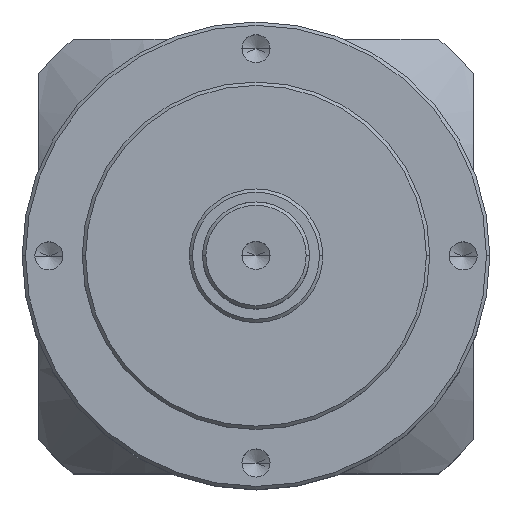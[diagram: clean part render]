
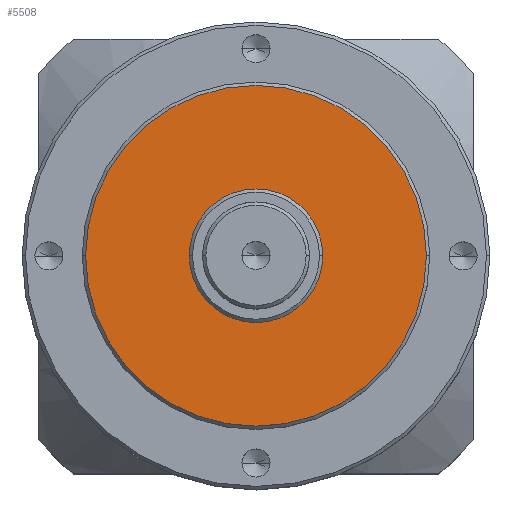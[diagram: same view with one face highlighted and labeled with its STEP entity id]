
A CAD part, top view. The second image highlights one B-rep face of the part: STEP entity #5508.
In plain terms, the highlighted planar face has unit normal (0, 0, 1).
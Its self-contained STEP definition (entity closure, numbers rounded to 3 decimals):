
#2081=CARTESIAN_POINT('',(0.,0.,33.757));
#2082=DIRECTION('',(0.,0.,1.));
#2083=DIRECTION('',(1.,0.,0.));
#2084=AXIS2_PLACEMENT_3D('',#2081,#2082,#2083);
#2086=CARTESIAN_POINT('',(0.,0.,33.757));
#2087=DIRECTION('',(0.,0.,1.));
#2088=DIRECTION('',(-1.,0.,0.));
#2089=AXIS2_PLACEMENT_3D('',#2086,#2087,#2088);
#2091=CARTESIAN_POINT('',(0.,0.,33.757));
#2092=DIRECTION('',(0.,0.,-1.));
#2093=DIRECTION('',(1.,0.,0.));
#2094=AXIS2_PLACEMENT_3D('',#2091,#2092,#2093);
#2096=CARTESIAN_POINT('',(0.,0.,33.757));
#2097=DIRECTION('',(0.,0.,-1.));
#2098=DIRECTION('',(-1.,0.,0.));
#2099=AXIS2_PLACEMENT_3D('',#2096,#2097,#2098);
#2709=CARTESIAN_POINT('',(-10.,0.,33.757));
#2710=VERTEX_POINT('',#2709);
#2711=CARTESIAN_POINT('',(10.,0.,33.757));
#2712=VERTEX_POINT('',#2711);
#2787=CARTESIAN_POINT('',(25.5,0.,33.757));
#2788=VERTEX_POINT('',#2787);
#2789=CARTESIAN_POINT('',(-25.5,0.,33.757));
#2790=VERTEX_POINT('',#2789);
#5493=CARTESIAN_POINT('',(0.,0.,33.757));
#5494=DIRECTION('',(0.,0.,1.));
#5495=DIRECTION('',(1.,0.,0.));
#5496=AXIS2_PLACEMENT_3D('',#5493,#5494,#5495);
#5497=PLANE('',#5496);
#5498=ORIENTED_EDGE('',*,*,#5475,.F.);
#5499=ORIENTED_EDGE('',*,*,#5460,.F.);
#5500=EDGE_LOOP('',(#5498,#5499));
#5501=FACE_OUTER_BOUND('',#5500,.F.);
#5503=ORIENTED_EDGE('',*,*,#5502,.F.);
#5505=ORIENTED_EDGE('',*,*,#5504,.F.);
#5506=EDGE_LOOP('',(#5503,#5505));
#5507=FACE_BOUND('',#5506,.F.);
#5508=ADVANCED_FACE('',(#5501,#5507),#5497,.T.);
#2085=CIRCLE('',#2084,25.5);
#2090=CIRCLE('',#2089,25.5);
#2095=CIRCLE('',#2094,10.);
#2100=CIRCLE('',#2099,10.);
#5460=EDGE_CURVE('',#2790,#2788,#2090,.T.);
#5475=EDGE_CURVE('',#2788,#2790,#2085,.T.);
#5502=EDGE_CURVE('',#2712,#2710,#2095,.T.);
#5504=EDGE_CURVE('',#2710,#2712,#2100,.T.);
